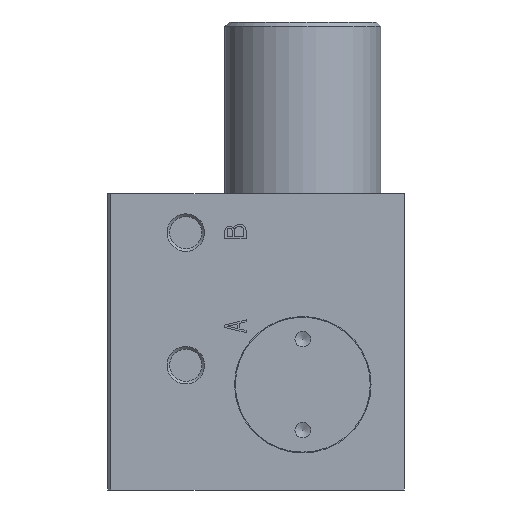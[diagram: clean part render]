
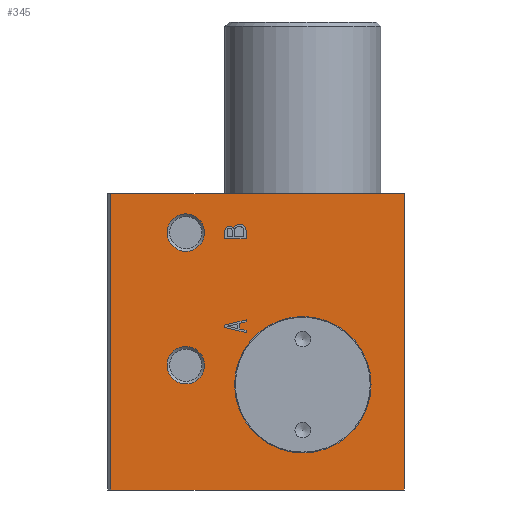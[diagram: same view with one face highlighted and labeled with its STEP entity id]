
A CAD part, left-side view. The second image highlights one B-rep face of the part: STEP entity #345.
In plain terms, the highlighted face is planar.
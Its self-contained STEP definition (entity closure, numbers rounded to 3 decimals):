
#345 = ADVANCED_FACE( '', ( #756, #757, #758, #759, #760, #761 ), #762, .F. );
#756 = FACE_BOUND( '', #1221, .T. );
#757 = FACE_OUTER_BOUND( '', #1222, .T. );
#758 = FACE_BOUND( '', #1223, .T. );
#759 = FACE_BOUND( '', #1224, .T. );
#760 = FACE_BOUND( '', #1225, .T. );
#761 = FACE_BOUND( '', #1226, .T. );
#762 = PLANE( '', #1227 );
#1221 = EDGE_LOOP( '', ( #2034, #2035, #2036, #2037, #2038, #2039, #2040, #2041 ) );
#1222 = EDGE_LOOP( '', ( #2042, #2043, #2044, #2045 ) );
#1223 = EDGE_LOOP( '', ( #2046 ) );
#1224 = EDGE_LOOP( '', ( #2047 ) );
#1225 = EDGE_LOOP( '', ( #2048 ) );
#1226 = EDGE_LOOP( '', ( #2049, #2050, #2051, #2052, #2053 ) );
#1227 = AXIS2_PLACEMENT_3D( '', #2054, #2055, #2056 );
#2034 = ORIENTED_EDGE( '', *, *, #2722, .T. );
#2035 = ORIENTED_EDGE( '', *, *, #2445, .T. );
#2036 = ORIENTED_EDGE( '', *, *, #2723, .T. );
#2037 = ORIENTED_EDGE( '', *, *, #2724, .T. );
#2038 = ORIENTED_EDGE( '', *, *, #2547, .T. );
#2039 = ORIENTED_EDGE( '', *, *, #2725, .T. );
#2040 = ORIENTED_EDGE( '', *, *, #2515, .T. );
#2041 = ORIENTED_EDGE( '', *, *, #2726, .T. );
#2042 = ORIENTED_EDGE( '', *, *, #2707, .T. );
#2043 = ORIENTED_EDGE( '', *, *, #2582, .F. );
#2044 = ORIENTED_EDGE( '', *, *, #2727, .F. );
#2045 = ORIENTED_EDGE( '', *, *, #2662, .T. );
#2046 = ORIENTED_EDGE( '', *, *, #2719, .F. );
#2047 = ORIENTED_EDGE( '', *, *, #2672, .F. );
#2048 = ORIENTED_EDGE( '', *, *, #2728, .T. );
#2049 = ORIENTED_EDGE( '', *, *, #2670, .T. );
#2050 = ORIENTED_EDGE( '', *, *, #2505, .T. );
#2051 = ORIENTED_EDGE( '', *, *, #2729, .T. );
#2052 = ORIENTED_EDGE( '', *, *, #2430, .T. );
#2053 = ORIENTED_EDGE( '', *, *, #2543, .T. );
#2054 = CARTESIAN_POINT( '', ( 19., 0., -33. ) );
#2055 = DIRECTION( '', ( 0., 0., 1. ) );
#2056 = DIRECTION( '', ( 1., 0., 0. ) );
#2430 = EDGE_CURVE( '', #2825, #2826, #2827, .T. );
#2445 = EDGE_CURVE( '', #2852, #2853, #2854, .T. );
#2505 = EDGE_CURVE( '', #2955, #2956, #2957, .T. );
#2515 = EDGE_CURVE( '', #2973, #2974, #2975, .T. );
#2543 = EDGE_CURVE( '', #2826, #3019, #3020, .T. );
#2547 = EDGE_CURVE( '', #3025, #3026, #3027, .T. );
#2582 = EDGE_CURVE( '', #3078, #3076, #3080, .T. );
#2662 = EDGE_CURVE( '', #3196, #3194, #3197, .T. );
#2670 = EDGE_CURVE( '', #3019, #2955, #3207, .T. );
#2672 = EDGE_CURVE( '', #3209, #3209, #3210, .F. );
#2707 = EDGE_CURVE( '', #3194, #3076, #3256, .T. );
#2719 = EDGE_CURVE( '', #3272, #3272, #3273, .F. );
#2722 = EDGE_CURVE( '', #3277, #2852, #3278, .T. );
#2723 = EDGE_CURVE( '', #2853, #3279, #3280, .T. );
#2724 = EDGE_CURVE( '', #3279, #3025, #3281, .T. );
#2725 = EDGE_CURVE( '', #3026, #2973, #3282, .T. );
#2726 = EDGE_CURVE( '', #2974, #3277, #3283, .T. );
#2727 = EDGE_CURVE( '', #3196, #3078, #3284, .T. );
#2728 = EDGE_CURVE( '', #3285, #3285, #3286, .T. );
#2729 = EDGE_CURVE( '', #2956, #2825, #3287, .T. );
#2825 = VERTEX_POINT( '', #3399 );
#2826 = VERTEX_POINT( '', #3400 );
#2827 = LINE( '', #3401, #3402 );
#2852 = VERTEX_POINT( '', #3438 );
#2853 = VERTEX_POINT( '', #3439 );
#2854 = LINE( '', #3440, #3441 );
#2955 = VERTEX_POINT( '', #3570 );
#2956 = VERTEX_POINT( '', #3571 );
#2957 = CIRCLE( '', #3572, 0.837 );
#2973 = VERTEX_POINT( '', #3594 );
#2974 = VERTEX_POINT( '', #3595 );
#2975 = LINE( '', #3596, #3597 );
#3019 = VERTEX_POINT( '', #3655 );
#3020 = LINE( '', #3656, #3657 );
#3025 = VERTEX_POINT( '', #3664 );
#3026 = VERTEX_POINT( '', #3665 );
#3027 = LINE( '', #3666, #3667 );
#3076 = VERTEX_POINT( '', #3736 );
#3078 = VERTEX_POINT( '', #3739 );
#3080 = LINE( '', #3742, #3743 );
#3194 = VERTEX_POINT( '', #3890 );
#3196 = VERTEX_POINT( '', #3893 );
#3197 = LINE( '', #3894, #3895 );
#3207 = CIRCLE( '', #3909, 0.587 );
#3209 = VERTEX_POINT( '', #3911 );
#3210 = CIRCLE( '', #3912, 2.4 );
#3256 = LINE( '', #4052, #4053 );
#3272 = VERTEX_POINT( '', #4075 );
#3273 = CIRCLE( '', #4076, 2.4 );
#3277 = VERTEX_POINT( '', #4080 );
#3278 = LINE( '', #4081, #4082 );
#3279 = VERTEX_POINT( '', #4083 );
#3280 = LINE( '', #4084, #4085 );
#3281 = LINE( '', #4086, #4087 );
#3282 = LINE( '', #4088, #4089 );
#3283 = LINE( '', #4090, #4091 );
#3284 = LINE( '', #4092, #4093 );
#3285 = VERTEX_POINT( '', #4094 );
#3286 = CIRCLE( '', #4095, 8.75 );
#3287 = LINE( '', #4096, #4097 );
#3399 = CARTESIAN_POINT( '', ( -13.19, 20.28, -33. ) );
#3400 = CARTESIAN_POINT( '', ( -13.19, 22.98, -33. ) );
#3401 = CARTESIAN_POINT( '', ( -13.19, 20.28, -33. ) );
#3402 = VECTOR( '', #4233, 1000. );
#3438 = CARTESIAN_POINT( '', ( -2.81, 20.28, -33. ) );
#3439 = CARTESIAN_POINT( '', ( -2.54, 20.28, -33. ) );
#3440 = CARTESIAN_POINT( '', ( -2.81, 20.28, -33. ) );
#3441 = VECTOR( '', #4245, 1000. );
#3570 = CARTESIAN_POINT( '', ( -14.54, 21.9, -33. ) );
#3571 = CARTESIAN_POINT( '', ( -14.27, 20.28, -33. ) );
#3572 = AXIS2_PLACEMENT_3D( '', #4319, #4320, #4321 );
#3594 = CARTESIAN_POINT( '', ( -1.19, 20.28, -33. ) );
#3595 = CARTESIAN_POINT( '', ( -1.865, 22.98, -33. ) );
#3596 = CARTESIAN_POINT( '', ( -1.19, 20.28, -33. ) );
#3597 = VECTOR( '', #4331, 1000. );
#3655 = CARTESIAN_POINT( '', ( -14.27, 22.98, -33. ) );
#3656 = CARTESIAN_POINT( '', ( -13.19, 22.98, -33. ) );
#3657 = VECTOR( '', #4364, 1000. );
#3664 = CARTESIAN_POINT( '', ( -1.64, 21.09, -33. ) );
#3665 = CARTESIAN_POINT( '', ( -1.46, 20.28, -33. ) );
#3666 = CARTESIAN_POINT( '', ( -1.64, 21.09, -33. ) );
#3667 = VECTOR( '', #4367, 1000. );
#3736 = CARTESIAN_POINT( '', ( -19., 37.6, -33. ) );
#3739 = CARTESIAN_POINT( '', ( 19., 37.6, -33. ) );
#3742 = CARTESIAN_POINT( '', ( 19., 37.6, -33. ) );
#3743 = VECTOR( '', #4402, 1000. );
#3890 = CARTESIAN_POINT( '', ( -19., 0., -33. ) );
#3893 = CARTESIAN_POINT( '', ( 19., 0., -33. ) );
#3894 = CARTESIAN_POINT( '', ( 19., 0., -33. ) );
#3895 = VECTOR( '', #4491, 1000. );
#3909 = AXIS2_PLACEMENT_3D( '', #4496, #4497, #4498 );
#3911 = CARTESIAN_POINT( '', ( -11.6, 28., -33. ) );
#3912 = AXIS2_PLACEMENT_3D( '', #4499, #4500, #4501 );
#4052 = CARTESIAN_POINT( '', ( -19., 0., -33. ) );
#4053 = VECTOR( '', #4534, 1000. );
#4075 = CARTESIAN_POINT( '', ( 5.4, 28., -33. ) );
#4076 = AXIS2_PLACEMENT_3D( '', #4544, #4545, #4546 );
#4080 = CARTESIAN_POINT( '', ( -2.135, 22.98, -33. ) );
#4081 = CARTESIAN_POINT( '', ( -2.135, 22.98, -33. ) );
#4082 = VECTOR( '', #4550, 1000. );
#4083 = CARTESIAN_POINT( '', ( -2.36, 21.09, -33. ) );
#4084 = CARTESIAN_POINT( '', ( -2.54, 20.28, -33. ) );
#4085 = VECTOR( '', #4551, 1000. );
#4086 = CARTESIAN_POINT( '', ( -2.36, 21.09, -33. ) );
#4087 = VECTOR( '', #4552, 1000. );
#4088 = CARTESIAN_POINT( '', ( -1.46, 20.28, -33. ) );
#4089 = VECTOR( '', #4553, 1000. );
#4090 = CARTESIAN_POINT( '', ( -1.865, 22.98, -33. ) );
#4091 = VECTOR( '', #4554, 1000. );
#4092 = CARTESIAN_POINT( '', ( 19., 0., -33. ) );
#4093 = VECTOR( '', #4555, 1000. );
#4094 = CARTESIAN_POINT( '', ( 14.25, 13., -33. ) );
#4095 = AXIS2_PLACEMENT_3D( '', #4556, #4557, #4558 );
#4096 = CARTESIAN_POINT( '', ( -14.27, 20.28, -33. ) );
#4097 = VECTOR( '', #4559, 1000. );
#4233 = DIRECTION( '', ( 0., 1., 0. ) );
#4245 = DIRECTION( '', ( 1., 0., 0. ) );
#4319 = CARTESIAN_POINT( '', ( -14.243, 21.117, -33. ) );
#4320 = DIRECTION( '', ( 0., 0., 1. ) );
#4321 = DIRECTION( '', ( 1., 0., 0. ) );
#4331 = DIRECTION( '', ( -0.243, 0.97, 0. ) );
#4364 = DIRECTION( '', ( -1., 0., 0. ) );
#4367 = DIRECTION( '', ( 0.217, -0.976, 0. ) );
#4402 = DIRECTION( '', ( -1., 0., 0. ) );
#4491 = DIRECTION( '', ( -1., 0., 0. ) );
#4496 = CARTESIAN_POINT( '', ( -14.225, 22.395, -33. ) );
#4497 = DIRECTION( '', ( 0., 0., 1. ) );
#4498 = DIRECTION( '', ( 1., 0., 0. ) );
#4499 = CARTESIAN_POINT( '', ( -14., 28., -33. ) );
#4500 = DIRECTION( '', ( 0., 0., 1. ) );
#4501 = DIRECTION( '', ( 1., 0., 0. ) );
#4534 = DIRECTION( '', ( 0., 1., 0. ) );
#4544 = CARTESIAN_POINT( '', ( 3., 28., -33. ) );
#4545 = DIRECTION( '', ( 0., 0., 1. ) );
#4546 = DIRECTION( '', ( 1., 0., 0. ) );
#4550 = DIRECTION( '', ( -0.243, -0.97, 0. ) );
#4551 = DIRECTION( '', ( 0.217, 0.976, 0. ) );
#4552 = DIRECTION( '', ( 1., 0., 0. ) );
#4553 = DIRECTION( '', ( 1., 0., 0. ) );
#4554 = DIRECTION( '', ( -1., 0., 0. ) );
#4555 = DIRECTION( '', ( 0., 1., 0. ) );
#4556 = CARTESIAN_POINT( '', ( 5.5, 13., -33. ) );
#4557 = DIRECTION( '', ( 0., 0., 1. ) );
#4558 = DIRECTION( '', ( 1., 0., 0. ) );
#4559 = DIRECTION( '', ( 1., 0., 0. ) );
